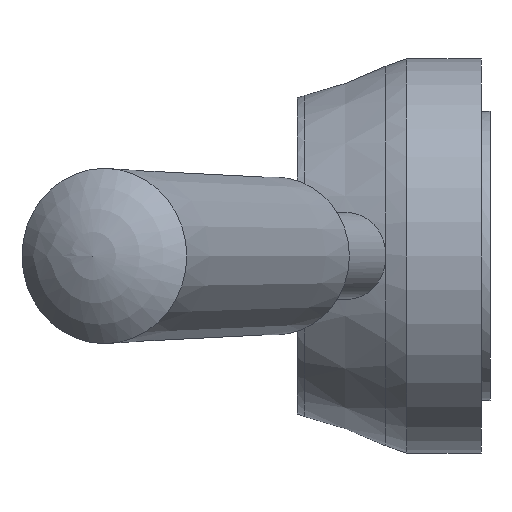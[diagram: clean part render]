
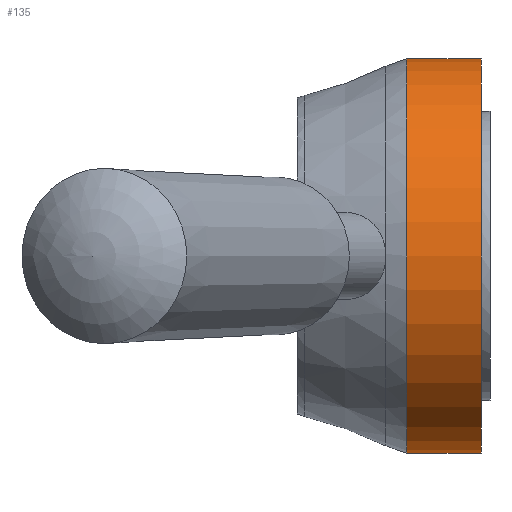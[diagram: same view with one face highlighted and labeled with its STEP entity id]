
A CAD part, left-side view. The second image highlights one B-rep face of the part: STEP entity #135.
In plain terms, the highlighted cylindrical face has radius 22.513 mm (diameter 45.026 mm), a full revolution.
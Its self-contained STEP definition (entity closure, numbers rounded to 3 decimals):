
#99=CYLINDRICAL_SURFACE('',#362,22.513);
#113=CIRCLE('',#355,22.513);
#115=CIRCLE('',#360,22.513);
#135=ADVANCED_FACE('',(#187,#188),#99,.T.);
#187=FACE_BOUND('',#220,.T.);
#188=FACE_BOUND('',#221,.T.);
#220=EDGE_LOOP('',(#266));
#221=EDGE_LOOP('',(#267));
#266=ORIENTED_EDGE('',*,*,#331,.T.);
#267=ORIENTED_EDGE('',*,*,#329,.F.);
#306=VERTEX_POINT('',#562);
#308=VERTEX_POINT('',#569);
#329=EDGE_CURVE('',#306,#306,#113,.T.);
#331=EDGE_CURVE('',#308,#308,#115,.T.);
#355=AXIS2_PLACEMENT_3D('',#561,#401,#402);
#360=AXIS2_PLACEMENT_3D('',#568,#411,#412);
#362=AXIS2_PLACEMENT_3D('',#571,#415,#416);
#401=DIRECTION('',(0.,-1.,0.));
#402=DIRECTION('',(0.,0.,-1.));
#411=DIRECTION('',(0.,-1.,0.));
#412=DIRECTION('',(0.,0.,-1.));
#415=DIRECTION('',(0.,-1.,0.));
#416=DIRECTION('',(0.,0.,-1.));
#561=CARTESIAN_POINT('',(187.487,124.,0.));
#562=CARTESIAN_POINT('',(187.487,124.,-22.513));
#568=CARTESIAN_POINT('',(187.487,132.5,0.));
#569=CARTESIAN_POINT('',(187.487,132.5,-22.513));
#571=CARTESIAN_POINT('',(187.487,119.969,0.));
